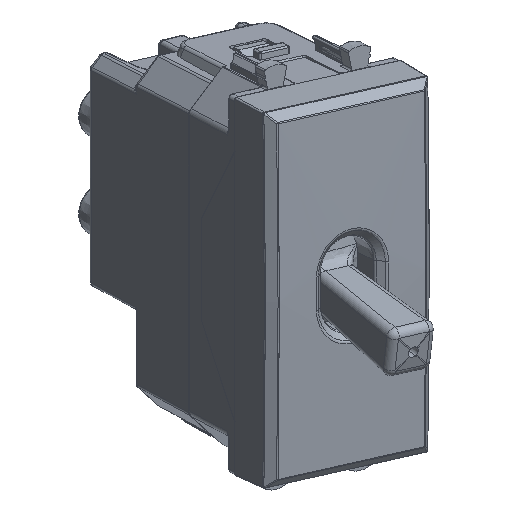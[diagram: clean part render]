
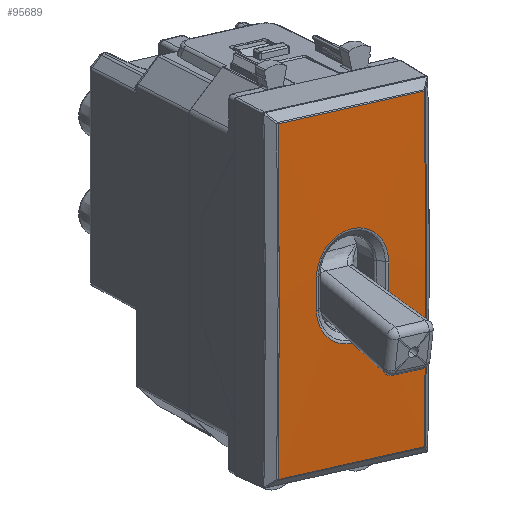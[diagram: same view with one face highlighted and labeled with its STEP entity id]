
A CAD part, top view. The second image highlights one B-rep face of the part: STEP entity #95689.
In plain terms, the highlighted cylindrical face has radius 825.27 mm (diameter 1650.54 mm), a partial arc.
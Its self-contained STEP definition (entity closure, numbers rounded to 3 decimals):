
#91161=CARTESIAN_POINT('Vertex',(9.767,-21.068,13.381)) ;
#91164=CARTESIAN_POINT('Line Origine',(0.,-21.068,13.381)) ;
#91168=CARTESIAN_POINT('Vertex',(-9.767,-21.068,13.381)) ;
#91253=CARTESIAN_POINT('Control Point',(-9.767,-21.068,13.381)) ;
#91254=CARTESIAN_POINT('Control Point',(-9.763,-16.33,13.502)) ;
#91255=CARTESIAN_POINT('Control Point',(-9.761,-11.592,13.589)) ;
#91256=CARTESIAN_POINT('Control Point',(-9.76,-6.853,13.642)) ;
#91257=CARTESIAN_POINT('Control Point',(-9.759,1.574,13.676)) ;
#91258=CARTESIAN_POINT('Control Point',(-9.761,10.002,13.602)) ;
#91259=CARTESIAN_POINT('Control Point',(-9.762,13.691,13.549)) ;
#91260=CARTESIAN_POINT('Control Point',(-9.764,17.38,13.475)) ;
#91261=CARTESIAN_POINT('Control Point',(-9.767,21.068,13.381)) ;
#91262=CARTESIAN_POINT('Vertex',(-9.767,21.068,13.381)) ;
#91321=CARTESIAN_POINT('Line Origine',(0.,21.068,13.381)) ;
#91325=CARTESIAN_POINT('Vertex',(9.767,21.068,13.381)) ;
#91410=CARTESIAN_POINT('Control Point',(9.767,-21.068,13.381)) ;
#91411=CARTESIAN_POINT('Control Point',(9.763,-16.361,13.501)) ;
#91412=CARTESIAN_POINT('Control Point',(9.761,-11.654,13.588)) ;
#91413=CARTESIAN_POINT('Control Point',(9.76,-6.945,13.641)) ;
#91414=CARTESIAN_POINT('Control Point',(9.759,1.482,13.676)) ;
#91415=CARTESIAN_POINT('Control Point',(9.761,9.91,13.603)) ;
#91416=CARTESIAN_POINT('Control Point',(9.762,13.63,13.55)) ;
#91417=CARTESIAN_POINT('Control Point',(9.764,17.349,13.476)) ;
#91418=CARTESIAN_POINT('Control Point',(9.767,21.068,13.381)) ;
#95621=CARTESIAN_POINT('Axis2P3D Location',(0.,0.,-811.62)) ;
#95633=CARTESIAN_POINT('Control Point',(4.795,-2.002,13.648)) ;
#95634=CARTESIAN_POINT('Control Point',(4.795,-0.668,13.651)) ;
#95635=CARTESIAN_POINT('Control Point',(4.795,0.667,13.651)) ;
#95636=CARTESIAN_POINT('Control Point',(4.795,2.002,13.648)) ;
#95637=CARTESIAN_POINT('Vertex',(4.795,2.003,13.648)) ;
#95639=CARTESIAN_POINT('Vertex',(4.795,-2.002,13.648)) ;
#95643=CARTESIAN_POINT('Control Point',(4.795,-2.003,13.648)) ;
#95644=CARTESIAN_POINT('Control Point',(4.794,-3.227,13.645)) ;
#95645=CARTESIAN_POINT('Control Point',(4.401,-4.45,13.639)) ;
#95646=CARTESIAN_POINT('Control Point',(3.616,-5.504,13.632)) ;
#95647=CARTESIAN_POINT('Control Point',(2.027,-6.595,13.624)) ;
#95648=CARTESIAN_POINT('Control Point',(0.185,-6.844,13.622)) ;
#95649=CARTESIAN_POINT('Control Point',(-0.437,-6.828,13.622)) ;
#95650=CARTESIAN_POINT('Control Point',(-2.214,-6.492,13.625)) ;
#95651=CARTESIAN_POINT('Control Point',(-3.71,-5.375,13.633)) ;
#95652=CARTESIAN_POINT('Control Point',(-4.433,-4.35,13.64)) ;
#95653=CARTESIAN_POINT('Control Point',(-4.794,-3.177,13.645)) ;
#95654=CARTESIAN_POINT('Control Point',(-4.795,-2.003,13.648)) ;
#95655=CARTESIAN_POINT('Vertex',(-4.795,-2.003,13.648)) ;
#95659=CARTESIAN_POINT('Control Point',(-4.795,2.002,13.648)) ;
#95660=CARTESIAN_POINT('Control Point',(-4.795,0.667,13.651)) ;
#95661=CARTESIAN_POINT('Control Point',(-4.795,-0.667,13.651)) ;
#95662=CARTESIAN_POINT('Control Point',(-4.795,-2.002,13.648)) ;
#95663=CARTESIAN_POINT('Vertex',(-4.795,2.002,13.648)) ;
#95667=CARTESIAN_POINT('Control Point',(4.795,2.003,13.648)) ;
#95668=CARTESIAN_POINT('Control Point',(4.794,3.381,13.644)) ;
#95669=CARTESIAN_POINT('Control Point',(4.296,4.759,13.638)) ;
#95670=CARTESIAN_POINT('Control Point',(3.298,5.894,13.629)) ;
#95671=CARTESIAN_POINT('Control Point',(1.42,6.864,13.621)) ;
#95672=CARTESIAN_POINT('Control Point',(-0.594,6.812,13.622)) ;
#95673=CARTESIAN_POINT('Control Point',(-1.206,6.696,13.623)) ;
#95674=CARTESIAN_POINT('Control Point',(-2.372,6.274,13.626)) ;
#95675=CARTESIAN_POINT('Control Point',(-3.349,5.509,13.632)) ;
#95676=CARTESIAN_POINT('Control Point',(-3.771,5.052,13.635)) ;
#95677=CARTESIAN_POINT('Control Point',(-4.341,4.191,13.64)) ;
#95678=CARTESIAN_POINT('Control Point',(-4.664,3.218,13.644)) ;
#95679=CARTESIAN_POINT('Control Point',(-4.751,2.817,13.645)) ;
#95680=CARTESIAN_POINT('Control Point',(-4.795,2.41,13.647)) ;
#95681=CARTESIAN_POINT('Control Point',(-4.795,2.003,13.648)) ;
#91165=DIRECTION('Vector Direction',(-1.,0.,0.)) ;
#91322=DIRECTION('Vector Direction',(1.,0.,0.)) ;
#95622=DIRECTION('Axis2P3D Direction',(1.,0.,0.)) ;
#95623=DIRECTION('Axis2P3D XDirection',(0.,0.027,1.)) ;
#95624=AXIS2_PLACEMENT_3D('Cylinder Axis2P3D',#95621,#95622,#95623) ;
#95627=ORIENTED_EDGE('',*,*,#91419,.F.) ;
#95628=ORIENTED_EDGE('',*,*,#91327,.F.) ;
#95629=ORIENTED_EDGE('',*,*,#91264,.F.) ;
#95630=ORIENTED_EDGE('',*,*,#91170,.F.) ;
#95684=ORIENTED_EDGE('',*,*,#95641,.T.) ;
#95685=ORIENTED_EDGE('',*,*,#95657,.T.) ;
#95686=ORIENTED_EDGE('',*,*,#95665,.T.) ;
#95687=ORIENTED_EDGE('',*,*,#95682,.T.) ;
#95688=FACE_BOUND('',#95683,.T.) ;
#91166=VECTOR('Line Direction',#91165,1.) ;
#91323=VECTOR('Line Direction',#91322,1.) ;
#95689=ADVANCED_FACE('PartBody',(#95631,#95688),#95625,.T.) ;
#91252=B_SPLINE_CURVE_WITH_KNOTS('',5,(#91253,#91254,#91255,#91256,#91257,#91258,#91259,#91260,#91261),.UNSPECIFIED.,.F.,.U.,(6,3,6),(17.188,58.208,90.142),.UNSPECIFIED.) ;
#91409=B_SPLINE_CURVE_WITH_KNOTS('',5,(#91410,#91411,#91412,#91413,#91414,#91415,#91416,#91417,#91418),.UNSPECIFIED.,.F.,.U.,(6,3,6),(17.188,57.942,90.141),.UNSPECIFIED.) ;
#95632=B_SPLINE_CURVE_WITH_KNOTS('',3,(#95633,#95634,#95635,#95636),.UNSPECIFIED.,.F.,.U.,(4,4),(47.604,54.538),.UNSPECIFIED.) ;
#95642=B_SPLINE_CURVE_WITH_KNOTS('',5,(#95643,#95644,#95645,#95646,#95647,#95648,#95649,#95650,#95651,#95652,#95653,#95654),.UNSPECIFIED.,.F.,.U.,(6,3,3,6),(0.,9.575,14.373,23.558),.UNSPECIFIED.) ;
#95658=B_SPLINE_CURVE_WITH_KNOTS('',3,(#95659,#95660,#95661,#95662),.UNSPECIFIED.,.F.,.U.,(4,4),(47.603,54.537),.UNSPECIFIED.) ;
#95666=B_SPLINE_CURVE_WITH_KNOTS('',5,(#95667,#95668,#95669,#95670,#95671,#95672,#95673,#95674,#95675,#95676,#95677,#95678,#95679,#95680,#95681),.UNSPECIFIED.,.F.,.U.,(6,3,3,3,6),(2.693,13.477,18.274,23.065,26.251),.UNSPECIFIED.) ;
#95625=CYLINDRICAL_SURFACE('generated cylinder',#95624,825.27) ;
#91170=EDGE_CURVE('',#91162,#91169,#91167,.T.) ;
#91264=EDGE_CURVE('',#91169,#91263,#91252,.T.) ;
#91327=EDGE_CURVE('',#91263,#91326,#91324,.T.) ;
#91419=EDGE_CURVE('',#91326,#91162,#91409,.F.) ;
#95641=EDGE_CURVE('',#95638,#95640,#95632,.F.) ;
#95657=EDGE_CURVE('',#95640,#95656,#95642,.T.) ;
#95665=EDGE_CURVE('',#95656,#95664,#95658,.F.) ;
#95682=EDGE_CURVE('',#95664,#95638,#95666,.F.) ;
#95626=EDGE_LOOP('',(#95627,#95628,#95629,#95630)) ;
#95683=EDGE_LOOP('',(#95684,#95685,#95686,#95687)) ;
#95631=FACE_OUTER_BOUND('',#95626,.T.) ;
#91167=LINE('Line',#91164,#91166) ;
#91324=LINE('Line',#91321,#91323) ;
#91162=VERTEX_POINT('',#91161) ;
#91169=VERTEX_POINT('',#91168) ;
#91263=VERTEX_POINT('',#91262) ;
#91326=VERTEX_POINT('',#91325) ;
#95638=VERTEX_POINT('',#95637) ;
#95640=VERTEX_POINT('',#95639) ;
#95656=VERTEX_POINT('',#95655) ;
#95664=VERTEX_POINT('',#95663) ;
